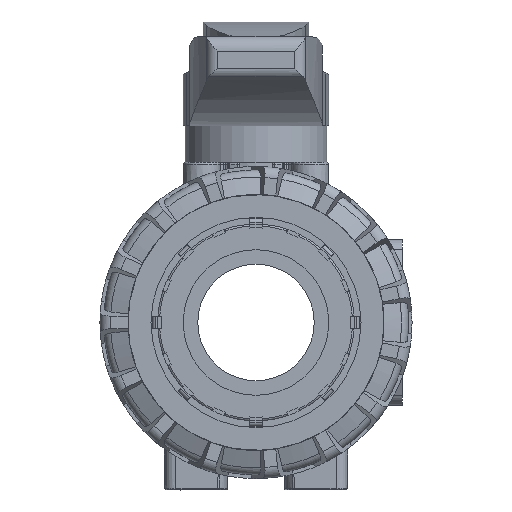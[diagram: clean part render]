
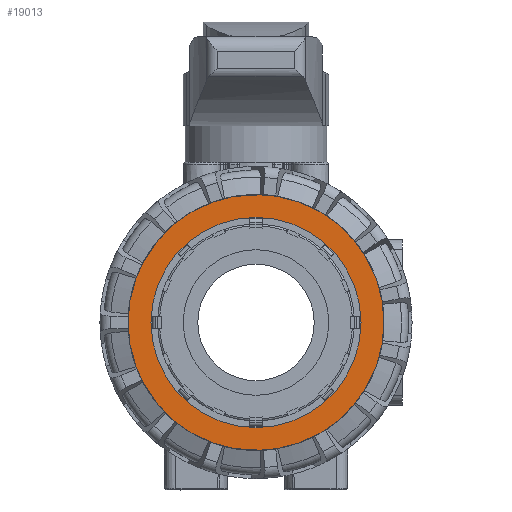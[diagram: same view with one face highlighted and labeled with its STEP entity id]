
A CAD part, left-side view. The second image highlights one B-rep face of the part: STEP entity #19013.
In plain terms, the highlighted face is planar.
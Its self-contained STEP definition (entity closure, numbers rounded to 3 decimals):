
#2992=FACE_BOUND('',#6738,.T.);
#3919=CIRCLE('',#21144,28.85);
#3935=CIRCLE('',#21190,35.15);
#4419=PLANE('',#21224);
#5509=FACE_OUTER_BOUND('',#6737,.T.);
#6737=EDGE_LOOP('',(#16706));
#6738=EDGE_LOOP('',(#16707));
#8727=VERTEX_POINT('',#52519);
#8736=VERTEX_POINT('',#52611);
#11398=EDGE_CURVE('',#8727,#8727,#3919,.T.);
#11445=EDGE_CURVE('',#8736,#8736,#3935,.T.);
#16706=ORIENTED_EDGE('',*,*,#11445,.T.);
#16707=ORIENTED_EDGE('',*,*,#11398,.T.);
#19013=ADVANCED_FACE('',(#5509,#2992),#4419,.T.);
#21144=AXIS2_PLACEMENT_3D('',#52520,#26280,#26281);
#21190=AXIS2_PLACEMENT_3D('',#52612,#26388,#26389);
#21224=AXIS2_PLACEMENT_3D('',#52651,#26458,#26459);
#26280=DIRECTION('center_axis',(0.,0.,-1.));
#26281=DIRECTION('ref_axis',(-1.,0.,0.));
#26388=DIRECTION('center_axis',(0.,0.,1.));
#26389=DIRECTION('ref_axis',(1.,0.,0.));
#26458=DIRECTION('center_axis',(0.,0.,1.));
#26459=DIRECTION('ref_axis',(1.,0.,0.));
#52519=CARTESIAN_POINT('',(28.85,0.,36.7));
#52520=CARTESIAN_POINT('Origin',(0.,0.,36.7));
#52611=CARTESIAN_POINT('',(0.,-35.15,36.7));
#52612=CARTESIAN_POINT('Origin',(0.,0.,36.7));
#52651=CARTESIAN_POINT('Origin',(0.,0.,36.7));
